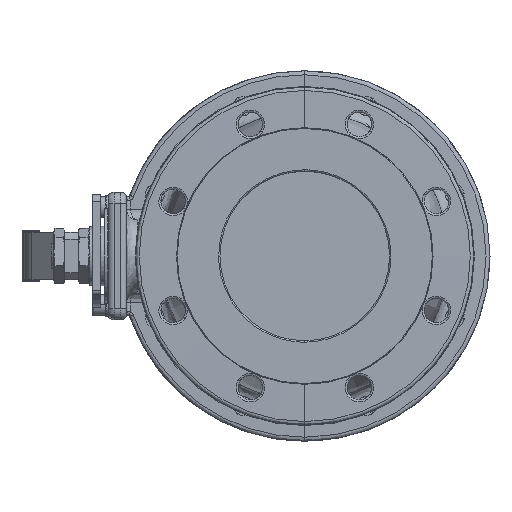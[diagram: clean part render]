
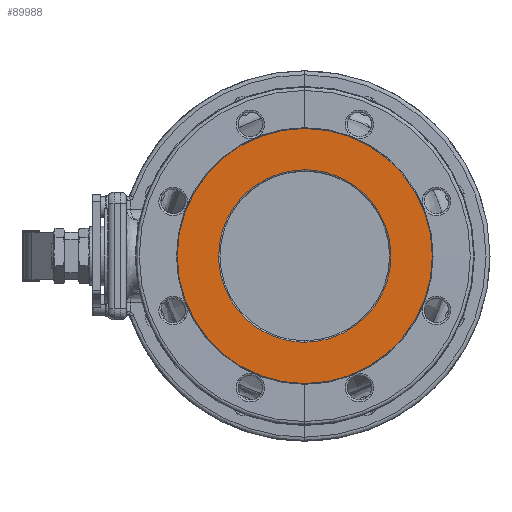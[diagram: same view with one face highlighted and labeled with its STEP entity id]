
A CAD part, left-side view. The second image highlights one B-rep face of the part: STEP entity #89988.
In plain terms, the highlighted planar face has unit normal (-1, 0, 0).
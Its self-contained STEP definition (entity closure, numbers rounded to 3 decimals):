
#46 = VERTEX_POINT ( 'NONE', #7114 ) ;
#48 = EDGE_CURVE ( 'NONE', #49, #46, #7113, .T. ) ;
#49 = VERTEX_POINT ( 'NONE', #7108 ) ;
#126 = VERTEX_POINT ( 'NONE', #7761 ) ;
#128 = EDGE_CURVE ( 'NONE', #126, #129, #7822, .T. ) ;
#129 = VERTEX_POINT ( 'NONE', #7821 ) ;
#7108 = CARTESIAN_POINT ( 'NONE',  ( -149., 0., 94. ) ) ;
#7109 = DIRECTION ( 'NONE',  ( 0., 0., 1. ) ) ;
#7110 = DIRECTION ( 'NONE',  ( -1., 0., 0. ) ) ;
#7111 = CARTESIAN_POINT ( 'NONE',  ( -149., 0., 0. ) ) ;
#7112 = AXIS2_PLACEMENT_3D ( 'NONE', #7111, #7110, #7109 ) ;
#7113 = CIRCLE ( 'NONE', #7112, 94. ) ;
#7114 = CARTESIAN_POINT ( 'NONE',  ( -149., 0., -94. ) ) ;
#7761 = CARTESIAN_POINT ( 'NONE',  ( -149., 0., -63.5 ) ) ;
#7817 = CARTESIAN_POINT ( 'NONE',  ( -149., 0., 63.5 ) ) ;
#7818 = CARTESIAN_POINT ( 'NONE',  ( -149., -127., 63.5 ) ) ;
#7819 = CARTESIAN_POINT ( 'NONE',  ( -149., -127., -63.5 ) ) ;
#7820 = CARTESIAN_POINT ( 'NONE',  ( -149., 0., -63.5 ) ) ;
#7821 = CARTESIAN_POINT ( 'NONE',  ( -149., 0., 63.5 ) ) ;
#7822 =( BOUNDED_CURVE ( )  B_SPLINE_CURVE ( 3, ( #7820, #7819, #7818, #7817 ),
 .UNSPECIFIED., .F., .T. ) 
 B_SPLINE_CURVE_WITH_KNOTS ( ( 4, 4 ),
 ( 0., 1. ),
 .UNSPECIFIED. ) 
 CURVE ( )  GEOMETRIC_REPRESENTATION_ITEM ( )  RATIONAL_B_SPLINE_CURVE ( ( 0.957, 0.319, 0.319, 0.957 ) ) 
 REPRESENTATION_ITEM ( '' )  );
#34850 = DIRECTION ( 'NONE',  ( 0., 0., -1. ) ) ;
#34851 = DIRECTION ( 'NONE',  ( 1., 0., 0. ) ) ;
#34852 = CARTESIAN_POINT ( 'NONE',  ( -149., -95.128, 95.128 ) ) ;
#34853 = AXIS2_PLACEMENT_3D ( 'NONE', #34852, #34851, #34850 ) ;
#34856 = PLANE ( 'NONE',  #34853 ) ;
#34857 = FACE_OUTER_BOUND ( 'NONE', #86560, .T. ) ;
#34863 = FACE_BOUND ( 'NONE', #86462, .T. ) ;
#36295 =( BOUNDED_CURVE ( )  B_SPLINE_CURVE ( 3, ( #36334, #36333, #36332, #36331 ),
 .UNSPECIFIED., .F., .T. ) 
 B_SPLINE_CURVE_WITH_KNOTS ( ( 4, 4 ),
 ( 0., 1. ),
 .UNSPECIFIED. ) 
 CURVE ( )  GEOMETRIC_REPRESENTATION_ITEM ( )  RATIONAL_B_SPLINE_CURVE ( ( 0.957, 0.319, 0.319, 0.957 ) ) 
 REPRESENTATION_ITEM ( '' )  );
#36331 = CARTESIAN_POINT ( 'NONE',  ( -149., 0., -63.5 ) ) ;
#36332 = CARTESIAN_POINT ( 'NONE',  ( -149., 127., -63.5 ) ) ;
#36333 = CARTESIAN_POINT ( 'NONE',  ( -149., 127., 63.5 ) ) ;
#36334 = CARTESIAN_POINT ( 'NONE',  ( -149., 0., 63.5 ) ) ;
#50930 = DIRECTION ( 'NONE',  ( 0., 0., 1. ) ) ;
#50931 = DIRECTION ( 'NONE',  ( -1., 0., 0. ) ) ;
#50942 = CARTESIAN_POINT ( 'NONE',  ( -149., 0., 0. ) ) ;
#50943 = AXIS2_PLACEMENT_3D ( 'NONE', #50942, #50931, #50930 ) ;
#50946 = CIRCLE ( 'NONE', #50943, 94. ) ;
#86449 = ORIENTED_EDGE ( 'NONE', *, *, #86724, .T. ) ;
#86460 = ORIENTED_EDGE ( 'NONE', *, *, #90386, .F. ) ;
#86462 = EDGE_LOOP ( 'NONE', ( #86556, #86460 ) ) ;
#86483 = ORIENTED_EDGE ( 'NONE', *, *, #48, .T. ) ;
#86556 = ORIENTED_EDGE ( 'NONE', *, *, #128, .F. ) ;
#86560 = EDGE_LOOP ( 'NONE', ( #86483, #86449 ) ) ;
#86724 = EDGE_CURVE ( 'NONE', #46, #49, #50946, .T. ) ;
#89988 = ADVANCED_FACE ( 'NONE', ( #34863, #34857 ), #34856, .F. ) ;
#90386 = EDGE_CURVE ( 'NONE', #129, #126, #36295, .T. ) ;
